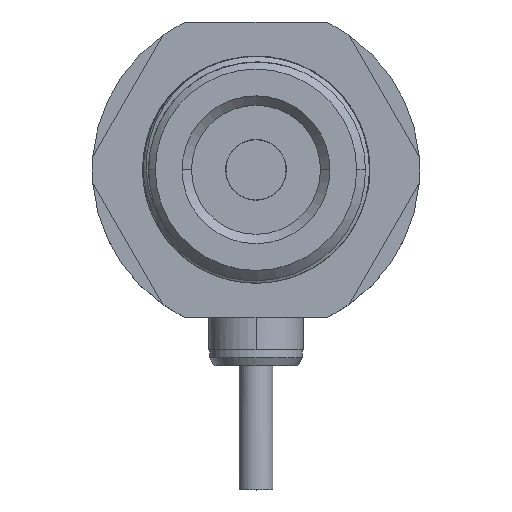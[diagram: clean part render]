
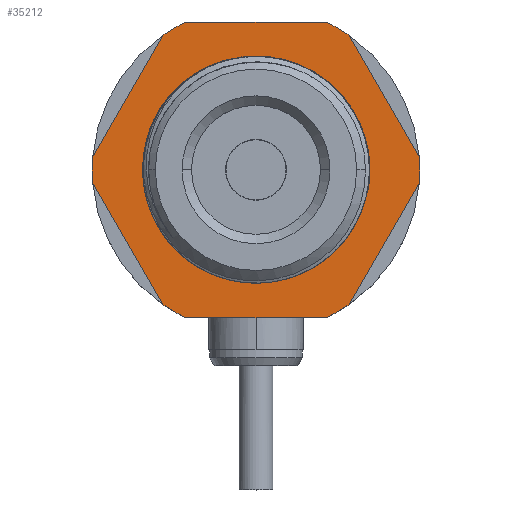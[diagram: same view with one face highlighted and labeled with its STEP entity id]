
A CAD part, top view. The second image highlights one B-rep face of the part: STEP entity #35212.
In plain terms, the highlighted planar face has unit normal (0, 0, 1).
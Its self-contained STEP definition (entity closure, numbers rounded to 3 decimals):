
#32846=CARTESIAN_POINT('',(0.,0.,9.));
#32847=DIRECTION('',(0.,0.,1.));
#32848=DIRECTION('',(-0.096,0.995,0.));
#32849=AXIS2_PLACEMENT_3D('',#32846,#32847,#32848);
#32851=CARTESIAN_POINT('',(-14.58,-10.733,9.));
#32852=CARTESIAN_POINT('',(-15.091,-10.004,9.));
#32853=CARTESIAN_POINT('',(-15.996,-8.489,9.));
#32854=CARTESIAN_POINT('',(-17.012,-6.03,9.));
#32855=CARTESIAN_POINT('',(-17.657,-3.431,9.));
#32856=CARTESIAN_POINT('',(-17.907,-0.804,9.));
#32857=CARTESIAN_POINT('',(-17.773,1.817,9.));
#32858=CARTESIAN_POINT('',(-17.249,4.406,9.));
#32859=CARTESIAN_POINT('',(-16.358,6.869,9.));
#32860=CARTESIAN_POINT('',(-15.127,9.154,9.));
#32861=CARTESIAN_POINT('',(-13.563,11.25,9.));
#32862=CARTESIAN_POINT('',(-11.703,13.09,9.));
#32863=CARTESIAN_POINT('',(-9.618,14.616,9.));
#32864=CARTESIAN_POINT('',(-7.332,15.82,9.));
#32865=CARTESIAN_POINT('',(-4.894,16.671,9.));
#32866=CARTESIAN_POINT('',(-3.226,16.988,9.));
#32867=CARTESIAN_POINT('',(-2.377,17.085,9.));
#32869=CARTESIAN_POINT('',(16.668,-7.067,9.));
#32870=CARTESIAN_POINT('',(16.365,-7.781,9.));
#32871=CARTESIAN_POINT('',(15.677,-9.154,9.));
#32872=CARTESIAN_POINT('',(14.388,-11.068,9.));
#32873=CARTESIAN_POINT('',(12.896,-12.774,9.));
#32874=CARTESIAN_POINT('',(11.207,-14.28,9.));
#32875=CARTESIAN_POINT('',(9.31,-15.584,9.));
#32876=CARTESIAN_POINT('',(7.207,-16.667,9.));
#32877=CARTESIAN_POINT('',(4.875,-17.498,9.));
#32878=CARTESIAN_POINT('',(2.304,-18.024,9.));
#32879=CARTESIAN_POINT('',(-0.381,-18.167,9.));
#32880=CARTESIAN_POINT('',(-3.062,-17.912,9.));
#32881=CARTESIAN_POINT('',(-5.693,-17.257,9.));
#32882=CARTESIAN_POINT('',(-8.118,-16.249,9.));
#32883=CARTESIAN_POINT('',(-10.204,-15.014,9.));
#32884=CARTESIAN_POINT('',(-11.932,-13.67,9.));
#32885=CARTESIAN_POINT('',(-13.387,-12.243,9.));
#32886=CARTESIAN_POINT('',(-14.206,-11.242,9.));
#32887=CARTESIAN_POINT('',(-14.58,-10.733,9.));
#32889=CARTESIAN_POINT('',(-1.653,17.171,9.));
#32890=CARTESIAN_POINT('',(-0.917,17.259,9.));
#32891=CARTESIAN_POINT('',(0.554,17.34,9.));
#32892=CARTESIAN_POINT('',(2.776,17.181,9.));
#32893=CARTESIAN_POINT('',(4.955,16.738,9.));
#32894=CARTESIAN_POINT('',(7.058,16.022,9.));
#32895=CARTESIAN_POINT('',(9.059,15.044,9.));
#32896=CARTESIAN_POINT('',(10.916,13.822,9.));
#32897=CARTESIAN_POINT('',(12.609,12.371,9.));
#32898=CARTESIAN_POINT('',(14.098,10.731,9.));
#32899=CARTESIAN_POINT('',(15.38,8.9,9.));
#32900=CARTESIAN_POINT('',(16.436,6.895,9.));
#32901=CARTESIAN_POINT('',(17.226,4.768,9.));
#32902=CARTESIAN_POINT('',(17.726,2.635,9.));
#32903=CARTESIAN_POINT('',(17.958,0.542,9.));
#32904=CARTESIAN_POINT('',(17.949,-1.448,9.));
#32905=CARTESIAN_POINT('',(17.734,-3.369,9.));
#32906=CARTESIAN_POINT('',(17.318,-5.248,9.));
#32907=CARTESIAN_POINT('',(16.907,-6.466,9.));
#32908=CARTESIAN_POINT('',(16.668,-7.067,9.));
#32910=DIRECTION('',(-0.5,-0.866,0.));
#32911=VECTOR('',#32910,22.249);
#32912=CARTESIAN_POINT('',(-14.789,21.384,9.));
#32913=LINE('',#32912,#32911);
#32914=CARTESIAN_POINT('',(0.,0.,9.));
#32915=DIRECTION('',(0.,0.,-1.));
#32916=DIRECTION('',(-0.569,0.822,0.));
#32917=AXIS2_PLACEMENT_3D('',#32914,#32915,#32916);
#32919=DIRECTION('',(-1.,0.,0.));
#32920=VECTOR('',#32919,22.249);
#32921=CARTESIAN_POINT('',(11.124,23.5,9.));
#32922=LINE('',#32921,#32920);
#32923=CARTESIAN_POINT('',(0.,0.,9.));
#32924=DIRECTION('',(0.,0.,-1.));
#32925=DIRECTION('',(0.428,0.904,0.));
#32926=AXIS2_PLACEMENT_3D('',#32923,#32924,#32925);
#32928=DIRECTION('',(-0.5,0.866,0.));
#32929=VECTOR('',#32928,22.249);
#32930=CARTESIAN_POINT('',(25.914,2.116,9.));
#32931=LINE('',#32930,#32929);
#32932=DIRECTION('',(0.5,0.866,0.));
#32933=VECTOR('',#32932,22.249);
#32934=CARTESIAN_POINT('',(14.789,-21.384,9.));
#32935=LINE('',#32934,#32933);
#32936=CARTESIAN_POINT('',(0.,0.,9.));
#32937=DIRECTION('',(0.,0.,-1.));
#32938=DIRECTION('',(0.569,-0.822,0.));
#32939=AXIS2_PLACEMENT_3D('',#32936,#32937,#32938);
#32941=DIRECTION('',(1.,0.,0.));
#32942=VECTOR('',#32941,22.249);
#32943=CARTESIAN_POINT('',(-11.124,-23.5,9.));
#32944=LINE('',#32943,#32942);
#32945=CARTESIAN_POINT('',(0.,0.,9.));
#32946=DIRECTION('',(0.,0.,-1.));
#32947=DIRECTION('',(-0.428,-0.904,0.));
#32948=AXIS2_PLACEMENT_3D('',#32945,#32946,#32947);
#32950=DIRECTION('',(0.5,-0.866,0.));
#32951=VECTOR('',#32950,22.249);
#32952=CARTESIAN_POINT('',(-25.914,-2.116,9.));
#32953=LINE('',#32952,#32951);
#33020=CARTESIAN_POINT('',(0.,0.,9.));
#33021=DIRECTION('',(0.,0.,1.));
#33022=DIRECTION('',(-0.997,0.081,0.));
#33023=AXIS2_PLACEMENT_3D('',#33020,#33021,#33022);
#33035=CARTESIAN_POINT('',(0.,0.,9.));
#33036=DIRECTION('',(0.,0.,1.));
#33037=DIRECTION('',(0.997,-0.081,0.));
#33038=AXIS2_PLACEMENT_3D('',#33035,#33036,#33037);
#33148=CARTESIAN_POINT('',(-1.653,17.171,9.));
#33149=CARTESIAN_POINT('',(-2.377,17.085,9.));
#33150=VERTEX_POINT('',#33148);
#33151=VERTEX_POINT('',#33149);
#33152=VERTEX_POINT('',#32851);
#33153=VERTEX_POINT('',#32908);
#33174=CARTESIAN_POINT('',(-14.789,21.384,9.));
#33175=CARTESIAN_POINT('',(-11.124,23.5,9.));
#33176=VERTEX_POINT('',#33174);
#33177=VERTEX_POINT('',#33175);
#33178=CARTESIAN_POINT('',(11.124,23.5,9.));
#33179=CARTESIAN_POINT('',(14.789,21.384,9.));
#33180=VERTEX_POINT('',#33178);
#33181=VERTEX_POINT('',#33179);
#33182=CARTESIAN_POINT('',(14.789,-21.384,9.));
#33183=CARTESIAN_POINT('',(11.124,-23.5,9.));
#33184=VERTEX_POINT('',#33182);
#33185=VERTEX_POINT('',#33183);
#33186=CARTESIAN_POINT('',(-11.124,-23.5,9.));
#33187=CARTESIAN_POINT('',(-14.789,-21.384,9.));
#33188=VERTEX_POINT('',#33186);
#33189=VERTEX_POINT('',#33187);
#33190=CARTESIAN_POINT('',(-25.914,2.116,9.));
#33192=VERTEX_POINT('',#33190);
#33194=CARTESIAN_POINT('',(-25.914,-2.116,9.));
#33196=VERTEX_POINT('',#33194);
#33198=CARTESIAN_POINT('',(25.914,-2.116,9.));
#33200=VERTEX_POINT('',#33198);
#33202=CARTESIAN_POINT('',(25.914,2.116,9.));
#33204=VERTEX_POINT('',#33202);
#35174=CARTESIAN_POINT('',(0.,0.,9.));
#35175=DIRECTION('',(0.,0.,1.));
#35176=DIRECTION('',(1.,0.,0.));
#35177=AXIS2_PLACEMENT_3D('',#35174,#35175,#35176);
#35178=PLANE('',#35177);
#35180=ORIENTED_EDGE('',*,*,#35179,.F.);
#35182=ORIENTED_EDGE('',*,*,#35181,.F.);
#35184=ORIENTED_EDGE('',*,*,#35183,.T.);
#35186=ORIENTED_EDGE('',*,*,#35185,.F.);
#35188=ORIENTED_EDGE('',*,*,#35187,.T.);
#35190=ORIENTED_EDGE('',*,*,#35189,.F.);
#35192=ORIENTED_EDGE('',*,*,#35191,.F.);
#35194=ORIENTED_EDGE('',*,*,#35193,.F.);
#35196=ORIENTED_EDGE('',*,*,#35195,.T.);
#35198=ORIENTED_EDGE('',*,*,#35197,.F.);
#35200=ORIENTED_EDGE('',*,*,#35199,.T.);
#35202=ORIENTED_EDGE('',*,*,#35201,.F.);
#35203=EDGE_LOOP('',(#35180,#35182,#35184,#35186,#35188,#35190,#35192,#35194,
#35196,#35198,#35200,#35202));
#35204=FACE_OUTER_BOUND('',#35203,.F.);
#35205=ORIENTED_EDGE('',*,*,#34076,.T.);
#35206=ORIENTED_EDGE('',*,*,#35162,.F.);
#35207=ORIENTED_EDGE('',*,*,#34932,.F.);
#35209=ORIENTED_EDGE('',*,*,#35208,.F.);
#35210=EDGE_LOOP('',(#35205,#35206,#35207,#35209));
#35211=FACE_BOUND('',#35210,.F.);
#35212=ADVANCED_FACE('',(#35204,#35211),#35178,.T.);
#32850=CIRCLE('',#32849,17.25);
#32868=B_SPLINE_CURVE_WITH_KNOTS('',3,(#32851,#32852,#32853,#32854,#32855,
#32856,#32857,#32858,#32859,#32860,#32861,#32862,#32863,#32864,#32865,#32866,
#32867),.UNSPECIFIED.,.F.,.F.,(4,1,1,1,1,1,1,1,1,1,1,1,1,1,4),(0.,
0.071,0.143,0.214,0.286,
0.357,0.429,0.5,0.571,0.643,
0.714,0.786,0.857,0.929,1.),
.UNSPECIFIED.);
#32888=B_SPLINE_CURVE_WITH_KNOTS('',3,(#32869,#32870,#32871,#32872,#32873,
#32874,#32875,#32876,#32877,#32878,#32879,#32880,#32881,#32882,#32883,#32884,
#32885,#32886,#32887),.UNSPECIFIED.,.F.,.F.,(4,1,1,1,1,1,1,1,1,1,1,1,1,1,1,1,4),
(0.,0.063,0.125,0.188,0.25,0.313,0.375,0.438,0.5,0.563,
0.625,0.688,0.75,0.813,0.875,0.938,1.),.UNSPECIFIED.);
#32909=B_SPLINE_CURVE_WITH_KNOTS('',3,(#32889,#32890,#32891,#32892,#32893,
#32894,#32895,#32896,#32897,#32898,#32899,#32900,#32901,#32902,#32903,#32904,
#32905,#32906,#32907,#32908),.UNSPECIFIED.,.F.,.F.,(4,1,1,1,1,1,1,1,1,1,1,1,1,1,
1,1,1,4),(0.,0.059,0.118,0.176,
0.235,0.294,0.353,0.412,
0.471,0.529,0.588,0.647,
0.706,0.765,0.824,0.882,
0.941,1.),.UNSPECIFIED.);
#32918=CIRCLE('',#32917,26.);
#32927=CIRCLE('',#32926,26.);
#32940=CIRCLE('',#32939,26.);
#32949=CIRCLE('',#32948,26.);
#33024=CIRCLE('',#33023,26.);
#33039=CIRCLE('',#33038,26.);
#34076=EDGE_CURVE('',#33150,#33151,#32850,.T.);
#34932=EDGE_CURVE('',#33153,#33152,#32888,.T.);
#35162=EDGE_CURVE('',#33152,#33151,#32868,.T.);
#35179=EDGE_CURVE('',#33192,#33196,#33024,.T.);
#35181=EDGE_CURVE('',#33176,#33192,#32913,.T.);
#35183=EDGE_CURVE('',#33176,#33177,#32918,.T.);
#35185=EDGE_CURVE('',#33180,#33177,#32922,.T.);
#35187=EDGE_CURVE('',#33180,#33181,#32927,.T.);
#35189=EDGE_CURVE('',#33204,#33181,#32931,.T.);
#35191=EDGE_CURVE('',#33200,#33204,#33039,.T.);
#35193=EDGE_CURVE('',#33184,#33200,#32935,.T.);
#35195=EDGE_CURVE('',#33184,#33185,#32940,.T.);
#35197=EDGE_CURVE('',#33188,#33185,#32944,.T.);
#35199=EDGE_CURVE('',#33188,#33189,#32949,.T.);
#35201=EDGE_CURVE('',#33196,#33189,#32953,.T.);
#35208=EDGE_CURVE('',#33150,#33153,#32909,.T.);
